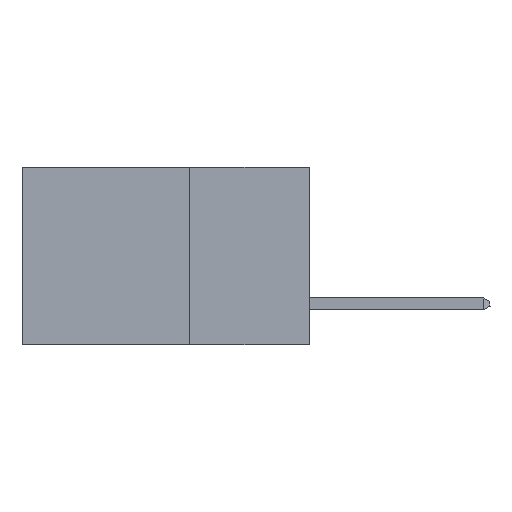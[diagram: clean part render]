
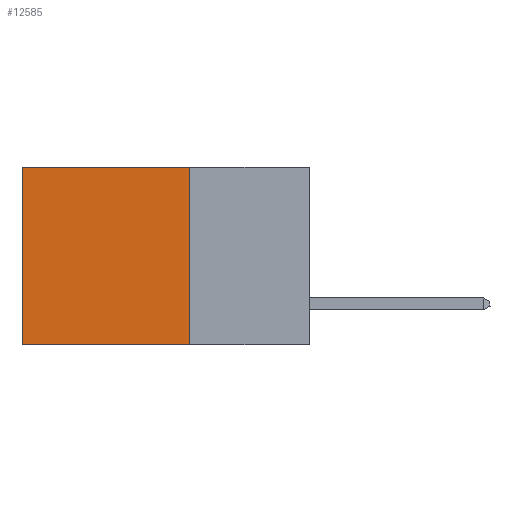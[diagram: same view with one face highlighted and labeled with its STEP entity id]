
A CAD part, left-side view. The second image highlights one B-rep face of the part: STEP entity #12585.
In plain terms, the highlighted planar face has unit normal (-1, 0, 0).
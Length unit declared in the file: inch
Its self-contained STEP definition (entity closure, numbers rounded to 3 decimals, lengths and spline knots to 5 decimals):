
#125 = EDGE_CURVE ( 'NONE', #17639, #6880, #7987, .T. ) ;
#1274 = VECTOR ( 'NONE', #14700, 39.37008 ) ;
#1316 = PLANE ( 'NONE',  #14472 ) ;
#1639 = DIRECTION ( 'NONE',  ( 0., 1., 0. ) ) ;
#2687 = LINE ( 'NONE', #16607, #7721 ) ;
#3920 = EDGE_CURVE ( 'NONE', #16276, #8952, #18425, .T. ) ;
#4094 = CARTESIAN_POINT ( 'NONE',  ( 0.2875, 0.25, 0. ) ) ;
#5104 = CARTESIAN_POINT ( 'NONE',  ( 0.2875, 0.25, -0.37 ) ) ;
#5124 = CARTESIAN_POINT ( 'NONE',  ( 0.2875, 0.6, 0. ) ) ;
#5801 = CARTESIAN_POINT ( 'NONE',  ( 0.2875, 0.25, 0. ) ) ;
#5966 = DIRECTION ( 'NONE',  ( 0., 0., -1. ) ) ;
#6376 = FACE_OUTER_BOUND ( 'NONE', #8658, .T. ) ;
#6880 = VERTEX_POINT ( 'NONE', #5124 ) ;
#6920 = EDGE_CURVE ( 'NONE', #17639, #16276, #11367, .T. ) ;
#7721 = VECTOR ( 'NONE', #5966, 39.37008 ) ;
#7815 = CARTESIAN_POINT ( 'NONE',  ( 0.2875, 0.25, 0. ) ) ;
#7987 = LINE ( 'NONE', #4094, #1274 ) ;
#7993 = EDGE_CURVE ( 'NONE', #6880, #8952, #2687, .T. ) ;
#8600 = ORIENTED_EDGE ( 'NONE', *, *, #7993, .T. ) ;
#8658 = EDGE_LOOP ( 'NONE', ( #8600, #15267, #19624, #14129 ) ) ;
#8952 = VERTEX_POINT ( 'NONE', #19581 ) ;
#9926 = VECTOR ( 'NONE', #15326, 39.37008 ) ;
#10752 = CARTESIAN_POINT ( 'NONE',  ( 0.2875, 0.25, -0.37 ) ) ;
#11367 = LINE ( 'NONE', #12102, #9926 ) ;
#11901 = VECTOR ( 'NONE', #1639, 39.37008 ) ;
#12102 = CARTESIAN_POINT ( 'NONE',  ( 0.2875, 0.25, 0. ) ) ;
#12585 = ADVANCED_FACE ( 'NONE', ( #6376 ), #1316, .F. ) ;
#14129 = ORIENTED_EDGE ( 'NONE', *, *, #125, .T. ) ;
#14472 = AXIS2_PLACEMENT_3D ( 'NONE', #5801, #16634, #18168 ) ;
#14700 = DIRECTION ( 'NONE',  ( 0., 1., 0. ) ) ;
#15267 = ORIENTED_EDGE ( 'NONE', *, *, #3920, .F. ) ;
#15326 = DIRECTION ( 'NONE',  ( 0., 0., -1. ) ) ;
#16276 = VERTEX_POINT ( 'NONE', #5104 ) ;
#16607 = CARTESIAN_POINT ( 'NONE',  ( 0.2875, 0.6, 0. ) ) ;
#16634 = DIRECTION ( 'NONE',  ( 1., 0., 0. ) ) ;
#17639 = VERTEX_POINT ( 'NONE', #7815 ) ;
#18168 = DIRECTION ( 'NONE',  ( 0., 0., -1. ) ) ;
#18425 = LINE ( 'NONE', #10752, #11901 ) ;
#19581 = CARTESIAN_POINT ( 'NONE',  ( 0.2875, 0.6, -0.37 ) ) ;
#19624 = ORIENTED_EDGE ( 'NONE', *, *, #6920, .F. ) ;
